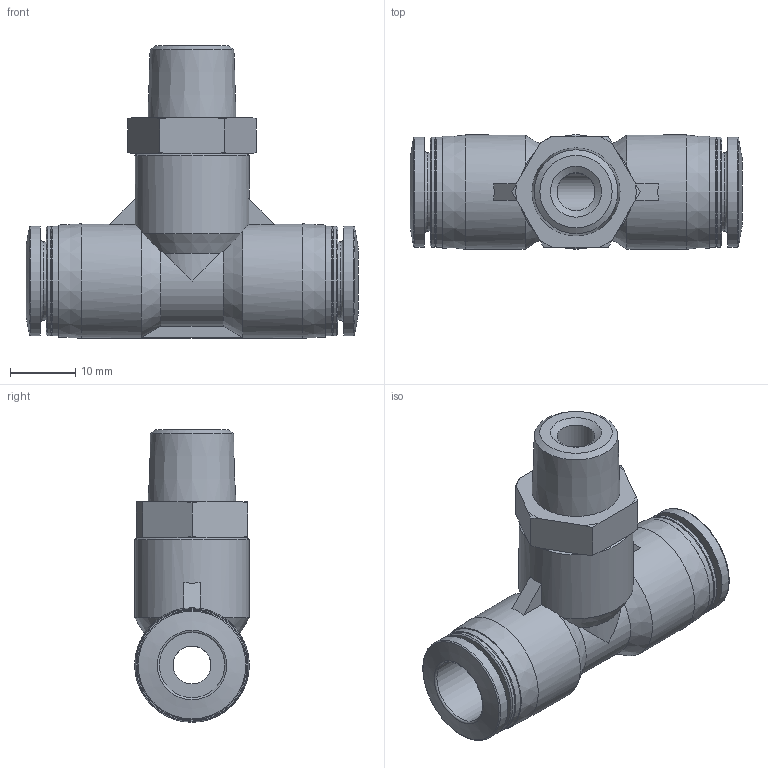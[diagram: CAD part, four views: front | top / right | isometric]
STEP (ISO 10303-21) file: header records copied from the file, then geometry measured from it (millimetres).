
FILE_DESCRIPTION(/* description */ ('STEP AP214'),/* implementation_level */ '2;1');
FILE_NAME(/* name */ '133077_NPQP-T-R14-Q10-FD-P10',/* time_stamp */ '2024-09-13T07:43:50+02:00',/* author */ ('License CC BY-ND 4.0'),/* organization */ ('CADENAS'),/* preprocessor_version */ 'ST-DEVELOPER v19.3',/* originating_system */ 'PARTsolutions',/* authorisation */ ' ');
FILE_SCHEMA (('AUTOMOTIVE_DESIGN {1 0 10303 214 3 1 1}'));
Length unit declared in the file: millimetre
Products named in the file (1): 133077 NPQP-T-R14-Q10-FD-P10
Bounding box: 50.8 x 17.5 x 44.75 mm (x, y, z)
Volume: 12375.6 mm3; surface area: 7063.9 mm2
Topology: 1 solids, 1 shells, 82 faces, 194 edges, 123 vertices
Faces by surface type: cone 32, plane 26, cylinder 18, torus 6
Full cylindrical faces by diameter (mm): 5.8 x2, 10 x2, 12 x2, 16.8 x6, 17.5 x2
Entity records: 2259 total; most frequent: CARTESIAN_POINT 488, DIRECTION 363, ORIENTED_EDGE 316, AXIS2_PLACEMENT_3D 164, EDGE_CURVE 158, EDGE_LOOP 129, FACE_BOUND 129, VERTEX_POINT 121
